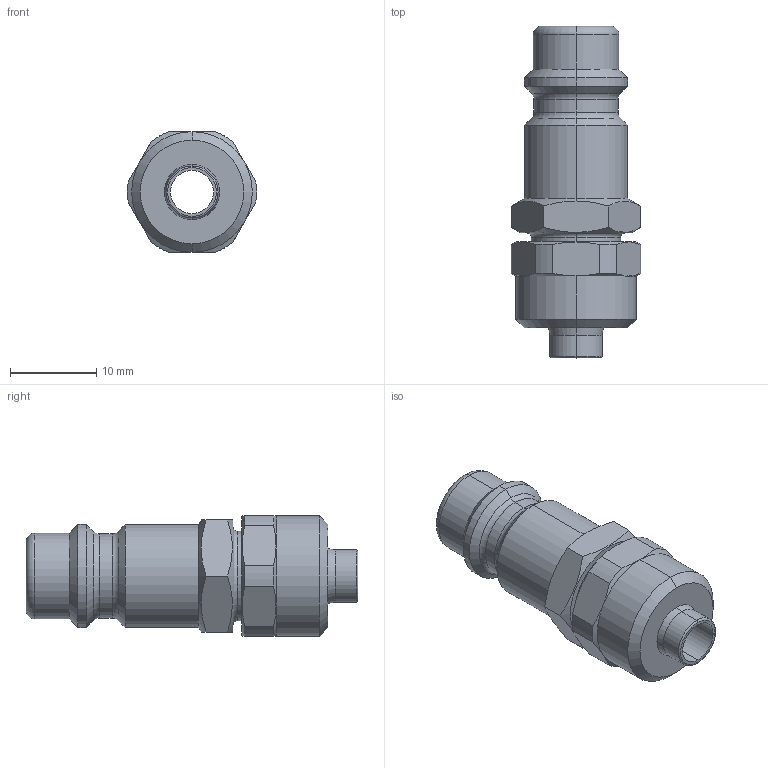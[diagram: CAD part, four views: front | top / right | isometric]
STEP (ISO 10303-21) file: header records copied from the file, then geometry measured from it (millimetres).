
FILE_DESCRIPTION (( 'STEP AP203' ), '1' );
FILE_NAME ('07261340.STEP', '2011-07-18T12:49:06', ( 'SP' ), ( 'sopra-pneumatic' ), 'SwSTEP 2.0', 'SolidWorks 2011', '' );
FILE_SCHEMA (( 'CONFIG_CONTROL_DESIGN' ));
Length unit declared in the file: millimetre
Products named in the file (1): 07261340
Bounding box: 15.01 x 38.5 x 14 mm (x, y, z)
Volume: 2791.1 mm3; surface area: 2568.7 mm2
Topology: 1 solids, 1 shells, 77 faces, 174 edges, 102 vertices
Faces by surface type: cone 26, cylinder 24, plane 17, torus 10
Entity records: 2347 total; most frequent: CARTESIAN_POINT 558, DIRECTION 376, ORIENTED_EDGE 348, EDGE_CURVE 174, AXIS2_PLACEMENT_3D 160, VERTEX_POINT 102, EDGE_LOOP 82, CIRCLE 82
